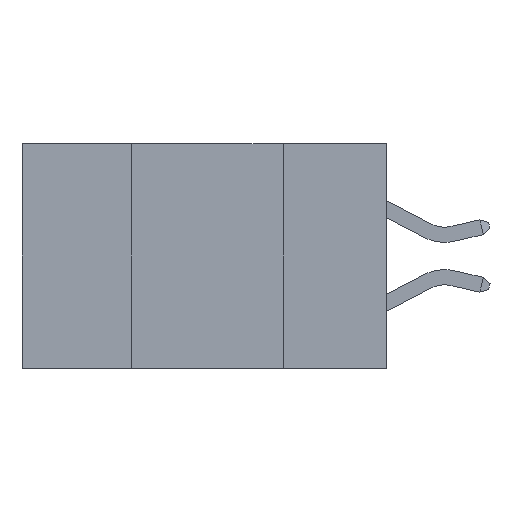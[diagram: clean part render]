
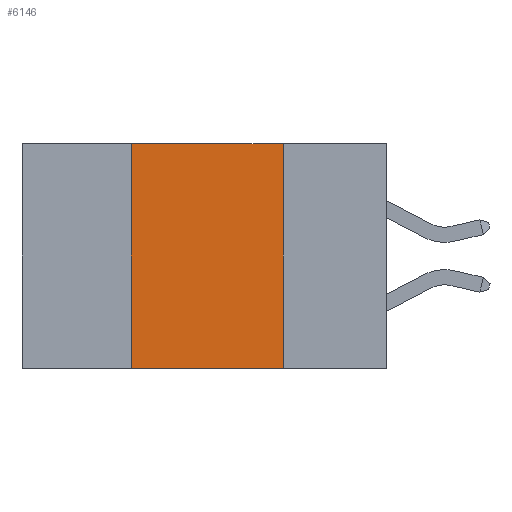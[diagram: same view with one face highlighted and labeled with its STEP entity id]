
A CAD part, left-side view. The second image highlights one B-rep face of the part: STEP entity #6146.
In plain terms, the highlighted planar face has unit normal (-1, 0, 0).
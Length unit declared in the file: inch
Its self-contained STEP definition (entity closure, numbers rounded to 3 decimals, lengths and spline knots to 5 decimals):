
#637 = VERTEX_POINT ( 'NONE', #2699 ) ;
#648 = VERTEX_POINT ( 'NONE', #17532 ) ;
#1369 = VECTOR ( 'NONE', #10415, 39.37008 ) ;
#1870 = DIRECTION ( 'NONE',  ( 0., 0., -1. ) ) ;
#2080 = CARTESIAN_POINT ( 'NONE',  ( 0., 0.17, 0. ) ) ;
#2667 = VECTOR ( 'NONE', #4776, 39.37008 ) ;
#2699 = CARTESIAN_POINT ( 'NONE',  ( 0., 0.17, 0. ) ) ;
#2830 = ORIENTED_EDGE ( 'NONE', *, *, #12774, .F. ) ;
#3161 = LINE ( 'NONE', #3191, #2667 ) ;
#3191 = CARTESIAN_POINT ( 'NONE',  ( 0., 0.42, 0. ) ) ;
#3263 = CARTESIAN_POINT ( 'NONE',  ( 0., 0.6, 0. ) ) ;
#3521 = CARTESIAN_POINT ( 'NONE',  ( 0., 0.42, 0. ) ) ;
#4401 = ORIENTED_EDGE ( 'NONE', *, *, #7866, .F. ) ;
#4776 = DIRECTION ( 'NONE',  ( 0., 0., 1. ) ) ;
#5536 = ORIENTED_EDGE ( 'NONE', *, *, #12739, .F. ) ;
#5962 = EDGE_LOOP ( 'NONE', ( #4401, #2830, #5536, #8242 ) ) ;
#6146 = ADVANCED_FACE ( 'NONE', ( #16740 ), #16205, .F. ) ;
#7329 = VERTEX_POINT ( 'NONE', #14244 ) ;
#7601 = EDGE_CURVE ( 'NONE', #648, #7329, #13808, .T. ) ;
#7866 = EDGE_CURVE ( 'NONE', #637, #7329, #8968, .T. ) ;
#8242 = ORIENTED_EDGE ( 'NONE', *, *, #7601, .T. ) ;
#8968 = LINE ( 'NONE', #2080, #12136 ) ;
#10415 = DIRECTION ( 'NONE',  ( 0., -1., 0. ) ) ;
#10528 = VECTOR ( 'NONE', #11075, 39.37008 ) ;
#10724 = CARTESIAN_POINT ( 'NONE',  ( 0., 0.6, -0.37 ) ) ;
#11075 = DIRECTION ( 'NONE',  ( 0., -1., 0. ) ) ;
#12136 = VECTOR ( 'NONE', #1870, 39.37008 ) ;
#12739 = EDGE_CURVE ( 'NONE', #648, #13570, #3161, .T. ) ;
#12774 = EDGE_CURVE ( 'NONE', #13570, #637, #18633, .T. ) ;
#13570 = VERTEX_POINT ( 'NONE', #3521 ) ;
#13808 = LINE ( 'NONE', #10724, #1369 ) ;
#14244 = CARTESIAN_POINT ( 'NONE',  ( 0., 0.17, -0.37 ) ) ;
#14569 = AXIS2_PLACEMENT_3D ( 'NONE', #18199, #17137, #17114 ) ;
#16205 = PLANE ( 'NONE',  #14569 ) ;
#16740 = FACE_OUTER_BOUND ( 'NONE', #5962, .T. ) ;
#17114 = DIRECTION ( 'NONE',  ( 0., 0., -1. ) ) ;
#17137 = DIRECTION ( 'NONE',  ( 1., 0., 0. ) ) ;
#17532 = CARTESIAN_POINT ( 'NONE',  ( 0., 0.42, -0.37 ) ) ;
#18199 = CARTESIAN_POINT ( 'NONE',  ( 0., 0.6, 0. ) ) ;
#18633 = LINE ( 'NONE', #3263, #10528 ) ;
